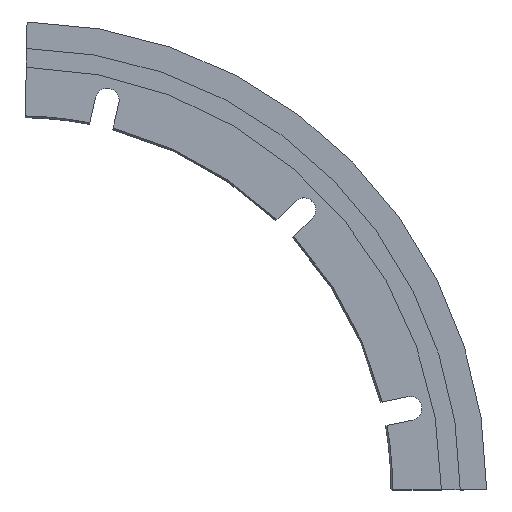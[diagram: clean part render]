
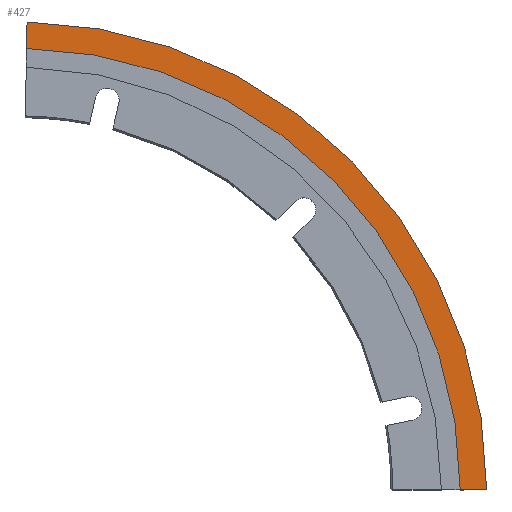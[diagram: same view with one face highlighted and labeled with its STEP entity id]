
A CAD part, top view. The second image highlights one B-rep face of the part: STEP entity #427.
In plain terms, the highlighted planar face has unit normal (0, 0, 1).
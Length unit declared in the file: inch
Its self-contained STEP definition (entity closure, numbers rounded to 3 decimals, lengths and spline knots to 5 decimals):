
#39 = AXIS2_PLACEMENT_3D ( 'NONE', #700, #1112, #1327 ) ;
#73 = EDGE_CURVE ( 'NONE', #1125, #554, #407, .T. ) ;
#146 = DIRECTION ( 'NONE',  ( 0., 0., 1. ) ) ;
#239 = ORIENTED_EDGE ( 'NONE', *, *, #326, .F. ) ;
#276 = CARTESIAN_POINT ( 'NONE',  ( 0., 0., 0. ) ) ;
#288 = ORIENTED_EDGE ( 'NONE', *, *, #975, .T. ) ;
#295 = VECTOR ( 'NONE', #831, 39.37008 ) ;
#297 = VERTEX_POINT ( 'NONE', #819 ) ;
#326 = EDGE_CURVE ( 'NONE', #1125, #1151, #553, .T. ) ;
#351 = FACE_OUTER_BOUND ( 'NONE', #405, .T. ) ;
#402 = CARTESIAN_POINT ( 'NONE',  ( 6.8125, 0., 0. ) ) ;
#405 = EDGE_LOOP ( 'NONE', ( #239, #784, #288, #1293 ) ) ;
#407 = LINE ( 'NONE', #402, #295 ) ;
#424 = DIRECTION ( 'NONE',  ( 0.018, 1., 0. ) ) ;
#427 = ADVANCED_FACE ( 'NONE', ( #351 ), #769, .T. ) ;
#528 = CARTESIAN_POINT ( 'NONE',  ( 8.07825, 0., 0. ) ) ;
#534 = CARTESIAN_POINT ( 'NONE',  ( 0.12232, 6.8114, 0. ) ) ;
#537 = VECTOR ( 'NONE', #424, 39.37008 ) ;
#543 = CARTESIAN_POINT ( 'NONE',  ( 8.5625, 0., 0. ) ) ;
#553 = CIRCLE ( 'NONE', #39, 8.07825 ) ;
#554 = VERTEX_POINT ( 'NONE', #543 ) ;
#700 = CARTESIAN_POINT ( 'NONE',  ( 0., 0., 0. ) ) ;
#706 = DIRECTION ( 'NONE',  ( 0., 0., 1. ) ) ;
#750 = LINE ( 'NONE', #534, #537 ) ;
#762 = DIRECTION ( 'NONE',  ( 1., 0., 0. ) ) ;
#769 = PLANE ( 'NONE',  #1078 ) ;
#784 = ORIENTED_EDGE ( 'NONE', *, *, #73, .T. ) ;
#805 = AXIS2_PLACEMENT_3D ( 'NONE', #276, #706, #1114 ) ;
#819 = CARTESIAN_POINT ( 'NONE',  ( 0.15374, 8.56112, 0. ) ) ;
#831 = DIRECTION ( 'NONE',  ( 1., 0., 0. ) ) ;
#975 = EDGE_CURVE ( 'NONE', #554, #297, #1210, .T. ) ;
#978 = CARTESIAN_POINT ( 'NONE',  ( 0.14505, 8.07695, 0. ) ) ;
#1078 = AXIS2_PLACEMENT_3D ( 'NONE', #1304, #146, #762 ) ;
#1083 = EDGE_CURVE ( 'NONE', #1151, #297, #750, .T. ) ;
#1112 = DIRECTION ( 'NONE',  ( 0., 0., 1. ) ) ;
#1114 = DIRECTION ( 'NONE',  ( 1., 0., 0. ) ) ;
#1125 = VERTEX_POINT ( 'NONE', #528 ) ;
#1151 = VERTEX_POINT ( 'NONE', #978 ) ;
#1210 = CIRCLE ( 'NONE', #805, 8.5625 ) ;
#1293 = ORIENTED_EDGE ( 'NONE', *, *, #1083, .F. ) ;
#1304 = CARTESIAN_POINT ( 'NONE',  ( 0., 0., 0. ) ) ;
#1327 = DIRECTION ( 'NONE',  ( 1., 0., 0. ) ) ;
